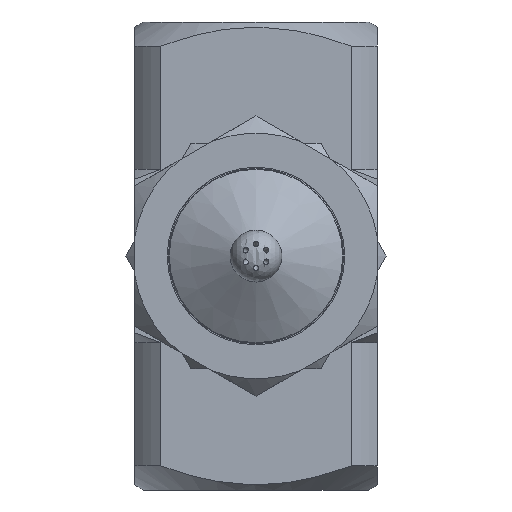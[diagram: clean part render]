
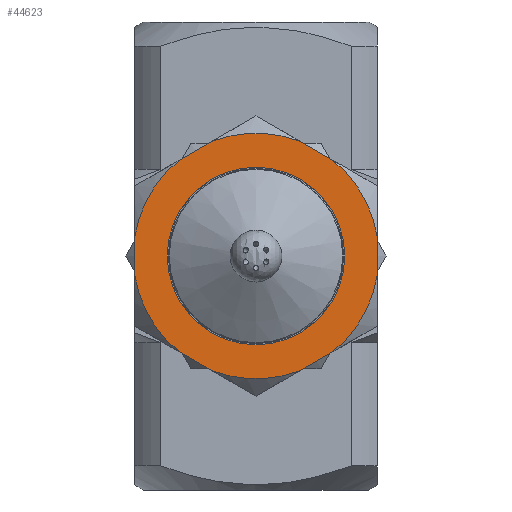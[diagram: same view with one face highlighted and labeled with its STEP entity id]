
A CAD part, front view. The second image highlights one B-rep face of the part: STEP entity #44623.
In plain terms, the highlighted planar face has unit normal (0, -1, 0).
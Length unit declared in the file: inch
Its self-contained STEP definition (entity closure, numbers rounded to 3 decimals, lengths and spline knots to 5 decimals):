
#43940=CARTESIAN_POINT('',(-0.32,-1.1,0.));
#43941=VERTEX_POINT('',#43940);
#43942=CARTESIAN_POINT('',(0.,-1.1,0.));
#43943=DIRECTION('',(0.0,1.0,0.0));
#43944=DIRECTION('',(-1.0,0.0,0.0));
#43945=AXIS2_PLACEMENT_3D('',#43942,#43943,#43944);
#43946=CIRCLE('',#43945,0.32);
#43947=EDGE_CURVE('',#43941,#43941,#43946,.T.);
#43959=CARTESIAN_POINT('',(0.4375,-1.1,0.06753));
#43960=VERTEX_POINT('',#43959);
#43974=CARTESIAN_POINT('',(0.4375,-1.1,-0.06753));
#43975=VERTEX_POINT('',#43974);
#43976=CARTESIAN_POINT('',(0.4375,-1.1,0.06753));
#43977=DIRECTION('',(0.0,0.0,-1.0));
#43978=VECTOR('',#43977,0.13507);
#43979=LINE('',#43976,#43978);
#43980=EDGE_CURVE('',#43960,#43975,#43979,.T.);
#44059=CARTESIAN_POINT('',(0.16027,-1.1,0.41265));
#44060=VERTEX_POINT('',#44059);
#44074=CARTESIAN_POINT('',(0.27723,-1.1,0.34512));
#44075=VERTEX_POINT('',#44074);
#44076=CARTESIAN_POINT('',(0.16027,-1.1,0.41265));
#44077=DIRECTION('',(0.866,0.0,-0.5));
#44078=VECTOR('',#44077,0.13507);
#44079=LINE('',#44076,#44078);
#44080=EDGE_CURVE('',#44060,#44075,#44079,.T.);
#44150=CARTESIAN_POINT('',(-0.27723,-1.1,0.34512));
#44151=VERTEX_POINT('',#44150);
#44165=CARTESIAN_POINT('',(-0.16027,-1.1,0.41265));
#44166=VERTEX_POINT('',#44165);
#44167=CARTESIAN_POINT('',(-0.27723,-1.1,0.34512));
#44168=DIRECTION('',(0.866,0.0,0.5));
#44169=VECTOR('',#44168,0.13507);
#44170=LINE('',#44167,#44169);
#44171=EDGE_CURVE('',#44151,#44166,#44170,.T.);
#44241=CARTESIAN_POINT('',(-0.4375,-1.1,-0.06753));
#44242=VERTEX_POINT('',#44241);
#44256=CARTESIAN_POINT('',(-0.4375,-1.1,0.06753));
#44257=VERTEX_POINT('',#44256);
#44258=CARTESIAN_POINT('',(-0.4375,-1.1,-0.06753));
#44259=DIRECTION('',(0.0,0.0,1.0));
#44260=VECTOR('',#44259,0.13507);
#44261=LINE('',#44258,#44260);
#44262=EDGE_CURVE('',#44242,#44257,#44261,.T.);
#44330=CARTESIAN_POINT('',(-0.27723,-1.1,-0.34512));
#44331=VERTEX_POINT('',#44330);
#44392=CARTESIAN_POINT('',(-0.16027,-1.1,-0.41265));
#44393=VERTEX_POINT('',#44392);
#44407=CARTESIAN_POINT('',(-0.16027,-1.1,-0.41265));
#44408=DIRECTION('',(-0.866,0.0,0.5));
#44409=VECTOR('',#44408,0.13507);
#44410=LINE('',#44407,#44409);
#44411=EDGE_CURVE('',#44393,#44331,#44410,.T.);
#44497=CARTESIAN_POINT('',(0.16027,-1.1,-0.41265));
#44498=VERTEX_POINT('',#44497);
#44541=CARTESIAN_POINT('',(0.27723,-1.1,-0.34512));
#44542=VERTEX_POINT('',#44541);
#44556=CARTESIAN_POINT('',(0.27723,-1.1,-0.34512));
#44557=DIRECTION('',(-0.866,0.0,-0.5));
#44558=VECTOR('',#44557,0.13507);
#44559=LINE('',#44556,#44558);
#44560=EDGE_CURVE('',#44542,#44498,#44559,.T.);
#44565=CARTESIAN_POINT('',(-0.375,-1.1,0.));
#44566=DIRECTION('',(0.0,-1.0,0.0));
#44567=DIRECTION('',(0.0,0.0,1.0));
#44568=AXIS2_PLACEMENT_3D('',#44565,#44566,#44567);
#44569=PLANE('',#44568);
#44570=CARTESIAN_POINT('',(0.,-1.1,0.));
#44571=DIRECTION('',(0.0,-1.0,0.0));
#44572=DIRECTION('',(0.0,0.0,1.0));
#44573=AXIS2_PLACEMENT_3D('',#44570,#44571,#44572);
#44574=CIRCLE('',#44573,0.44268);
#44575=EDGE_CURVE('',#44242,#44331,#44574,.T.);
#44576=ORIENTED_EDGE('',*,*,#44575,.T.);
#44577=ORIENTED_EDGE('',*,*,#44411,.F.);
#44578=CARTESIAN_POINT('',(0.,-1.1,0.));
#44579=DIRECTION('',(0.0,-1.0,0.0));
#44580=DIRECTION('',(0.0,0.0,1.0));
#44581=AXIS2_PLACEMENT_3D('',#44578,#44579,#44580);
#44582=CIRCLE('',#44581,0.44268);
#44583=EDGE_CURVE('',#44393,#44498,#44582,.T.);
#44584=ORIENTED_EDGE('',*,*,#44583,.T.);
#44585=ORIENTED_EDGE('',*,*,#44560,.F.);
#44586=CARTESIAN_POINT('',(0.,-1.1,0.));
#44587=DIRECTION('',(0.0,-1.0,0.0));
#44588=DIRECTION('',(0.0,0.0,1.0));
#44589=AXIS2_PLACEMENT_3D('',#44586,#44587,#44588);
#44590=CIRCLE('',#44589,0.44268);
#44591=EDGE_CURVE('',#44542,#43975,#44590,.T.);
#44592=ORIENTED_EDGE('',*,*,#44591,.T.);
#44593=ORIENTED_EDGE('',*,*,#43980,.F.);
#44594=CARTESIAN_POINT('',(0.,-1.1,0.));
#44595=DIRECTION('',(0.0,-1.0,0.0));
#44596=DIRECTION('',(0.0,0.0,1.0));
#44597=AXIS2_PLACEMENT_3D('',#44594,#44595,#44596);
#44598=CIRCLE('',#44597,0.44268);
#44599=EDGE_CURVE('',#43960,#44075,#44598,.T.);
#44600=ORIENTED_EDGE('',*,*,#44599,.T.);
#44601=ORIENTED_EDGE('',*,*,#44080,.F.);
#44602=CARTESIAN_POINT('',(0.,-1.1,0.));
#44603=DIRECTION('',(0.0,-1.0,0.0));
#44604=DIRECTION('',(0.0,0.0,1.0));
#44605=AXIS2_PLACEMENT_3D('',#44602,#44603,#44604);
#44606=CIRCLE('',#44605,0.44268);
#44607=EDGE_CURVE('',#44060,#44166,#44606,.T.);
#44608=ORIENTED_EDGE('',*,*,#44607,.T.);
#44609=ORIENTED_EDGE('',*,*,#44171,.F.);
#44610=CARTESIAN_POINT('',(0.,-1.1,0.));
#44611=DIRECTION('',(0.0,-1.0,0.0));
#44612=DIRECTION('',(0.0,0.0,1.0));
#44613=AXIS2_PLACEMENT_3D('',#44610,#44611,#44612);
#44614=CIRCLE('',#44613,0.44268);
#44615=EDGE_CURVE('',#44151,#44257,#44614,.T.);
#44616=ORIENTED_EDGE('',*,*,#44615,.T.);
#44617=ORIENTED_EDGE('',*,*,#44262,.F.);
#44618=EDGE_LOOP('',(#44576,#44577,#44584,#44585,#44592,#44593,#44600,#44601,#44608,#44609,#44616,#44617));
#44619=FACE_OUTER_BOUND('',#44618,.T.);
#44620=ORIENTED_EDGE('',*,*,#43947,.T.);
#44621=EDGE_LOOP('',(#44620));
#44622=FACE_BOUND('',#44621,.T.);
#44623=ADVANCED_FACE('',(#44619,#44622),#44569,.T.);
